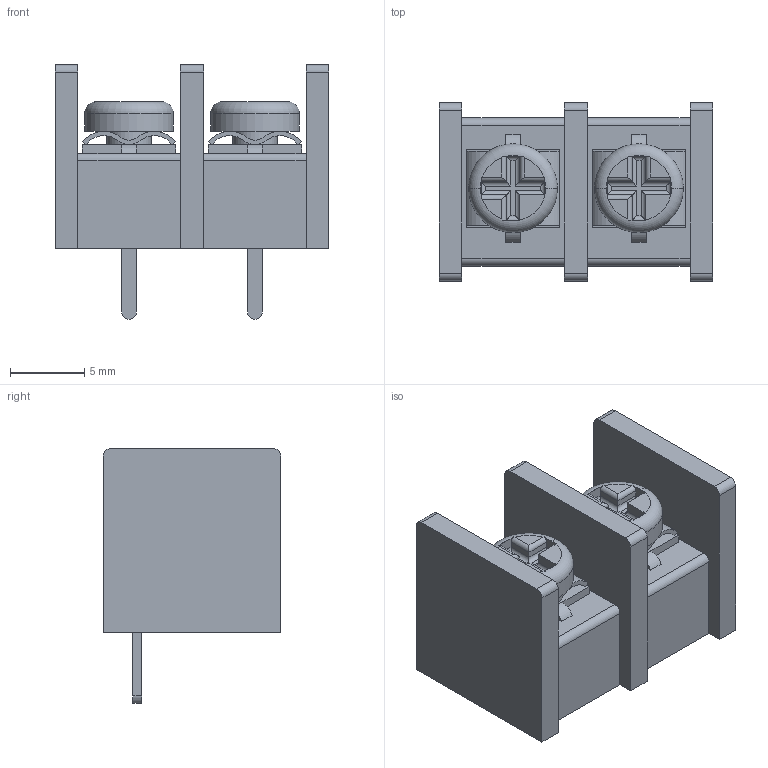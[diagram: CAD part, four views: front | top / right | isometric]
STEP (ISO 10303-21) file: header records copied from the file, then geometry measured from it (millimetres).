
FILE_DESCRIPTION (( 'STEP AP214' ), '1' );
FILE_NAME ('CONN-TH_KF8500-8.5-2P.step', '2022-08-02T17:42:47', ( '' ), ( '' ), 'SwSTEP 2.0', 'SolidWorks 2020', '' );
FILE_SCHEMA (( 'AUTOMOTIVE_DESIGN' ));
Length unit declared in the file: millimetre
Products named in the file (1): CONN-TH_KF8500-8.5-2P
Bounding box: 18.5 x 12 x 17.2 mm (x, y, z)
Volume: 1464.5 mm3; surface area: 2316.5 mm2
Topology: 18 solids, 18 shells, 447 faces, 1147 edges, 748 vertices
Faces by surface type: plane 261, bspline 98, cylinder 84, torus 4
Entity records: 19133 total; most frequent: CARTESIAN_POINT 3847, ORIENTED_EDGE 2294, DIRECTION 1725, EDGE_CURVE 1147, LINE 761, VECTOR 761, VERTEX_POINT 748, AXIS2_PLACEMENT_3D 482
